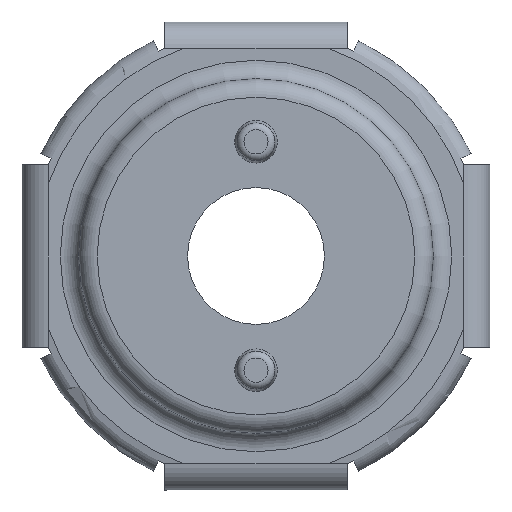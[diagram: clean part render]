
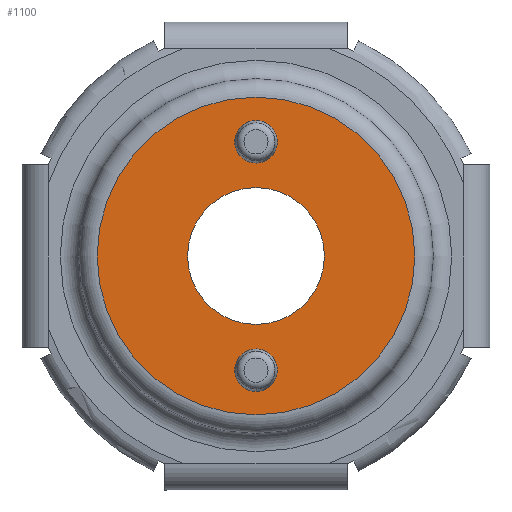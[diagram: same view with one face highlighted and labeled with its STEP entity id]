
A CAD part, front view. The second image highlights one B-rep face of the part: STEP entity #1100.
In plain terms, the highlighted planar face has unit normal (0, -1, 0).
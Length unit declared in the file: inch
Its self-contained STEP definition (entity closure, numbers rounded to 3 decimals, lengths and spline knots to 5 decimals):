
#46 = DIRECTION ( 'NONE',  ( 0., 0., -1. ) ) ;
#61 = FACE_BOUND ( 'NONE', #1404, .T. ) ;
#78 = CIRCLE ( 'NONE', #1391, 0.015 ) ;
#111 = CIRCLE ( 'NONE', #1959, 0.015 ) ;
#242 = PLANE ( 'NONE',  #1514 ) ;
#265 = ORIENTED_EDGE ( 'NONE', *, *, #2556, .F. ) ;
#270 = CARTESIAN_POINT ( 'NONE',  ( 0., 0., -0.0955 ) ) ;
#292 = AXIS2_PLACEMENT_3D ( 'NONE', #2140, #374, #2433 ) ;
#366 = EDGE_CURVE ( 'NONE', #543, #543, #111, .T. ) ;
#374 = DIRECTION ( 'NONE',  ( 0., -1., 0. ) ) ;
#543 = VERTEX_POINT ( 'NONE', #270 ) ;
#544 = DIRECTION ( 'NONE',  ( 0., 0., -1. ) ) ;
#613 = EDGE_LOOP ( 'NONE', ( #1499 ) ) ;
#757 = FACE_BOUND ( 'NONE', #2080, .T. ) ;
#831 = DIRECTION ( 'NONE',  ( 0., -1., 0. ) ) ;
#1040 = VERTEX_POINT ( 'NONE', #2345 ) ;
#1079 = DIRECTION ( 'NONE',  ( 0., -1., 0. ) ) ;
#1100 = ADVANCED_FACE ( 'NONE', ( #757, #61, #2334, #3816 ), #242, .T. ) ;
#1391 = AXIS2_PLACEMENT_3D ( 'NONE', #2859, #1079, #3158 ) ;
#1404 = EDGE_LOOP ( 'NONE', ( #3246 ) ) ;
#1499 = ORIENTED_EDGE ( 'NONE', *, *, #2296, .T. ) ;
#1506 = CIRCLE ( 'NONE', #2509, 0.04825 ) ;
#1514 = AXIS2_PLACEMENT_3D ( 'NONE', #3205, #2320, #544 ) ;
#1814 = DIRECTION ( 'NONE',  ( 0., -1., 0. ) ) ;
#1959 = AXIS2_PLACEMENT_3D ( 'NONE', #2601, #831, #2904 ) ;
#2056 = CARTESIAN_POINT ( 'NONE',  ( 0., 0., 0.0655 ) ) ;
#2080 = EDGE_LOOP ( 'NONE', ( #265 ) ) ;
#2140 = CARTESIAN_POINT ( 'NONE',  ( 0., 0., 0. ) ) ;
#2296 = EDGE_CURVE ( 'NONE', #3414, #3414, #2692, .T. ) ;
#2320 = DIRECTION ( 'NONE',  ( 0., -1., 0. ) ) ;
#2334 = FACE_OUTER_BOUND ( 'NONE', #613, .T. ) ;
#2345 = CARTESIAN_POINT ( 'NONE',  ( 0., 0., -0.04825 ) ) ;
#2433 = DIRECTION ( 'NONE',  ( 0., 0., -1. ) ) ;
#2509 = AXIS2_PLACEMENT_3D ( 'NONE', #3599, #1814, #46 ) ;
#2556 = EDGE_CURVE ( 'NONE', #2625, #2625, #78, .T. ) ;
#2601 = CARTESIAN_POINT ( 'NONE',  ( 0., 0., -0.0805 ) ) ;
#2625 = VERTEX_POINT ( 'NONE', #2056 ) ;
#2692 = CIRCLE ( 'NONE', #292, 0.112 ) ;
#2819 = EDGE_CURVE ( 'NONE', #1040, #1040, #1506, .T. ) ;
#2859 = CARTESIAN_POINT ( 'NONE',  ( 0., 0., 0.0805 ) ) ;
#2904 = DIRECTION ( 'NONE',  ( 0., 0., -1. ) ) ;
#2996 = ORIENTED_EDGE ( 'NONE', *, *, #2819, .F. ) ;
#3158 = DIRECTION ( 'NONE',  ( 0., 0., -1. ) ) ;
#3205 = CARTESIAN_POINT ( 'NONE',  ( 0., 0., 0. ) ) ;
#3246 = ORIENTED_EDGE ( 'NONE', *, *, #366, .F. ) ;
#3414 = VERTEX_POINT ( 'NONE', #3825 ) ;
#3423 = EDGE_LOOP ( 'NONE', ( #2996 ) ) ;
#3599 = CARTESIAN_POINT ( 'NONE',  ( 0., 0., 0. ) ) ;
#3816 = FACE_BOUND ( 'NONE', #3423, .T. ) ;
#3825 = CARTESIAN_POINT ( 'NONE',  ( 0., 0., -0.112 ) ) ;
